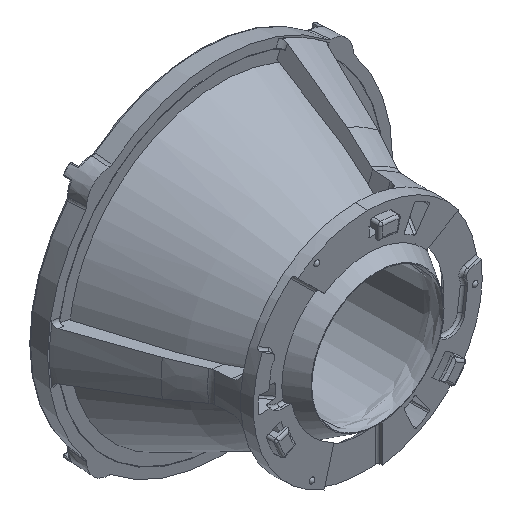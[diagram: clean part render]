
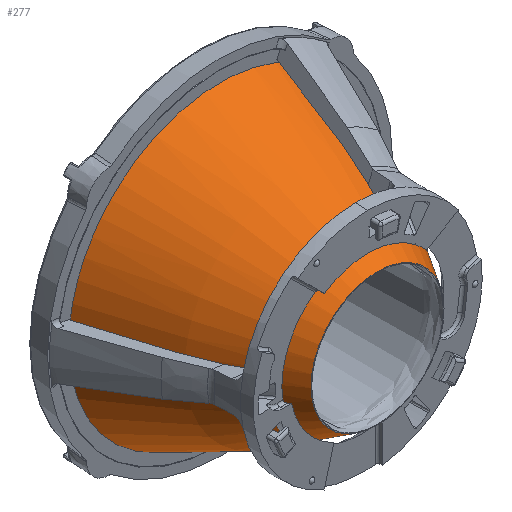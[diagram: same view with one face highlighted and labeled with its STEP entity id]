
A CAD part, isometric view. The second image highlights one B-rep face of the part: STEP entity #277.
In plain terms, the highlighted face is a revolution surface.
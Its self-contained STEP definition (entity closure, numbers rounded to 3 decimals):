
#277=ADVANCED_FACE('',(#833,#834),#835,.T.);
#833=FACE_OUTER_BOUND('',#2973,.T.);
#834=FACE_OUTER_BOUND('',#2974,.T.);
#835=SURFACE_OF_REVOLUTION('',#2975,#2976);
#2973=EDGE_LOOP('',(#84022));
#2974=EDGE_LOOP('',(#84023));
#2975=B_SPLINE_CURVE_WITH_KNOTS('',3,(#84024,#84025,#84026,#84027,#84028,#84029,#84030),.UNSPECIFIED.,.F.,.F.,(4,3,4),(0.0,1.0,2.0),.UNSPECIFIED.);
#2976=AXIS1_PLACEMENT('',#84031,#84032);
#84022=ORIENTED_EDGE('',*,*,#88615,.T.);
#84023=ORIENTED_EDGE('',*,*,#88618,.F.);
#84024=CARTESIAN_POINT('',(-13.65,0.,0.0));
#84025=CARTESIAN_POINT('',(-16.863,0.,5.281));
#84026=CARTESIAN_POINT('',(-20.644,0.,10.648));
#84027=CARTESIAN_POINT('',(-23.542,0.,16.039));
#84028=CARTESIAN_POINT('',(-26.441,0.,21.429));
#84029=CARTESIAN_POINT('',(-28.466,0.,26.837));
#84030=CARTESIAN_POINT('',(-31.06,0.,32.33));
#84031=CARTESIAN_POINT('',(0.0,0.0,0.0));
#84032=DIRECTION('',(-0.0,-0.0,1.0));
#88615=EDGE_CURVE('',#90028,#90028,#90029,.F.);
#88618=EDGE_CURVE('',#90034,#90034,#90035,.T.);
#90028=VERTEX_POINT('',#92401);
#90029=(B_SPLINE_CURVE(3,(#92403,#92404,#92405,#92406,#92407,#92408,#92409),.UNSPECIFIED.,.T.,.F.)B_SPLINE_CURVE_WITH_KNOTS((4,3,4),(0.0,0.5,1.0),.UNSPECIFIED.)RATIONAL_B_SPLINE_CURVE((1.0,0.333,0.333,1.0,0.333,0.333,1.0))BOUNDED_CURVE()REPRESENTATION_ITEM('')GEOMETRIC_REPRESENTATION_ITEM()CURVE());
#90034=VERTEX_POINT('',#92434);
#90035=CIRCLE('',#92435,13.65);
#92401=CARTESIAN_POINT('',(-31.06,0.,32.33));
#92403=CARTESIAN_POINT('',(-31.06,0.,32.33));
#92404=CARTESIAN_POINT('',(-31.06,-62.12,32.33));
#92405=CARTESIAN_POINT('',(31.06,-62.12,32.33));
#92406=CARTESIAN_POINT('',(31.06,0.,32.33));
#92407=CARTESIAN_POINT('',(31.06,62.12,32.33));
#92408=CARTESIAN_POINT('',(-31.06,62.12,32.33));
#92409=CARTESIAN_POINT('',(-31.06,0.,32.33));
#92434=CARTESIAN_POINT('',(-13.65,0.0,0.0));
#92435=AXIS2_PLACEMENT_3D('',#99035,#99036,#99037);
#99035=CARTESIAN_POINT('',(0.0,0.0,0.0));
#99036=DIRECTION('',(0.0,0.0,-1.0));
#99037=DIRECTION('',(-1.0,0.0,0.0));
